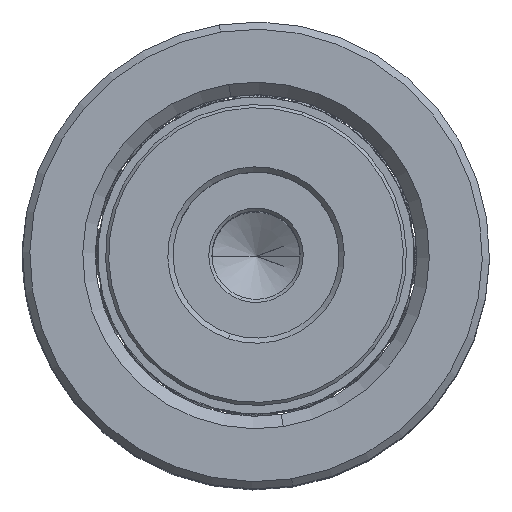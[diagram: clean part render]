
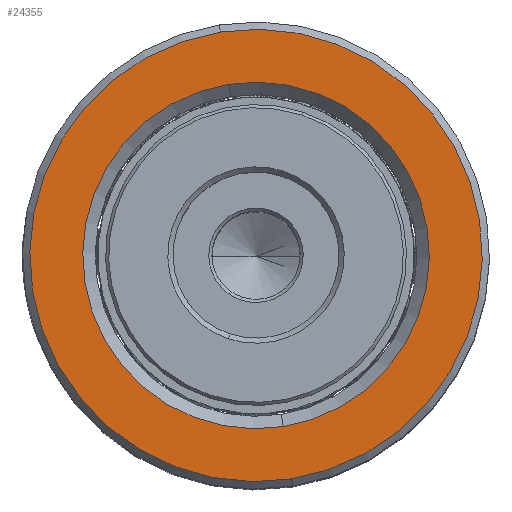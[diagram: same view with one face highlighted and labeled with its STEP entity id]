
A CAD part, top view. The second image highlights one B-rep face of the part: STEP entity #24355.
In plain terms, the highlighted planar face has unit normal (0, 0, 1).
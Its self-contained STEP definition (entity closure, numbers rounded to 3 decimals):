
#485 = CARTESIAN_POINT ( 'NONE',  ( -21.8, 0., 60. ) ) ;
#1954 = CARTESIAN_POINT ( 'NONE',  ( 0., 0., 60. ) ) ;
#2735 = CARTESIAN_POINT ( 'NONE',  ( 0., 0., 60. ) ) ;
#3994 = CARTESIAN_POINT ( 'NONE',  ( 0., 0., 60. ) ) ;
#4347 = AXIS2_PLACEMENT_3D ( 'NONE', #1954, #29554, #4579 ) ;
#4579 = DIRECTION ( 'NONE',  ( 1., 0., 0. ) ) ;
#5536 = DIRECTION ( 'NONE',  ( 0., 0., 1. ) ) ;
#5996 = DIRECTION ( 'NONE',  ( 1., 0., 0. ) ) ;
#6897 = AXIS2_PLACEMENT_3D ( 'NONE', #25859, #20956, #5996 ) ;
#7573 = ORIENTED_EDGE ( 'NONE', *, *, #29794, .T. ) ;
#9064 = PLANE ( 'NONE',  #9223 ) ;
#9183 = DIRECTION ( 'NONE',  ( 0., 0., 1. ) ) ;
#9223 = AXIS2_PLACEMENT_3D ( 'NONE', #24101, #9183, #14312 ) ;
#9280 = CIRCLE ( 'NONE', #4347, 16.7 ) ;
#9293 = CARTESIAN_POINT ( 'NONE',  ( 21.8, 0., 60. ) ) ;
#10949 = EDGE_LOOP ( 'NONE', ( #29824, #7573 ) ) ;
#11448 = CIRCLE ( 'NONE', #28509, 16.7 ) ;
#11973 = CIRCLE ( 'NONE', #6897, 21.8 ) ;
#12782 = ORIENTED_EDGE ( 'NONE', *, *, #32118, .T. ) ;
#13118 = DIRECTION ( 'NONE',  ( 1., 0., 0. ) ) ;
#14312 = DIRECTION ( 'NONE',  ( 1., 0., 0. ) ) ;
#14481 = AXIS2_PLACEMENT_3D ( 'NONE', #2735, #5536, #13118 ) ;
#15774 = VERTEX_POINT ( 'NONE', #485 ) ;
#16325 = VERTEX_POINT ( 'NONE', #23258 ) ;
#18502 = CIRCLE ( 'NONE', #14481, 21.8 ) ;
#20956 = DIRECTION ( 'NONE',  ( 0., 0., 1. ) ) ;
#23258 = CARTESIAN_POINT ( 'NONE',  ( -16.7, 0., 60. ) ) ;
#23502 = CARTESIAN_POINT ( 'NONE',  ( 16.7, 0., 60. ) ) ;
#24101 = CARTESIAN_POINT ( 'NONE',  ( 0., 0., 60. ) ) ;
#24353 = VERTEX_POINT ( 'NONE', #9293 ) ;
#24355 = ADVANCED_FACE ( 'NONE', ( #29956, #27623 ), #9064, .T. ) ;
#24433 = EDGE_CURVE ( 'NONE', #16325, #28598, #9280, .T. ) ;
#25859 = CARTESIAN_POINT ( 'NONE',  ( 0., 0., 60. ) ) ;
#26802 = DIRECTION ( 'NONE',  ( 1., 0., 0. ) ) ;
#27623 = FACE_BOUND ( 'NONE', #29518, .T. ) ;
#27710 = EDGE_CURVE ( 'NONE', #15774, #24353, #11973, .T. ) ;
#28509 = AXIS2_PLACEMENT_3D ( 'NONE', #3994, #29080, #26802 ) ;
#28598 = VERTEX_POINT ( 'NONE', #23502 ) ;
#29080 = DIRECTION ( 'NONE',  ( 0., 0., -1. ) ) ;
#29518 = EDGE_LOOP ( 'NONE', ( #12782, #29947 ) ) ;
#29554 = DIRECTION ( 'NONE',  ( 0., 0., -1. ) ) ;
#29794 = EDGE_CURVE ( 'NONE', #24353, #15774, #18502, .T. ) ;
#29824 = ORIENTED_EDGE ( 'NONE', *, *, #27710, .T. ) ;
#29947 = ORIENTED_EDGE ( 'NONE', *, *, #24433, .T. ) ;
#29956 = FACE_OUTER_BOUND ( 'NONE', #10949, .T. ) ;
#32118 = EDGE_CURVE ( 'NONE', #28598, #16325, #11448, .T. ) ;
